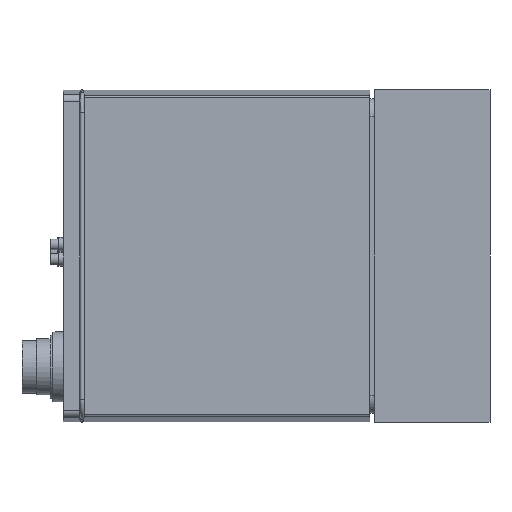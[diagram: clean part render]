
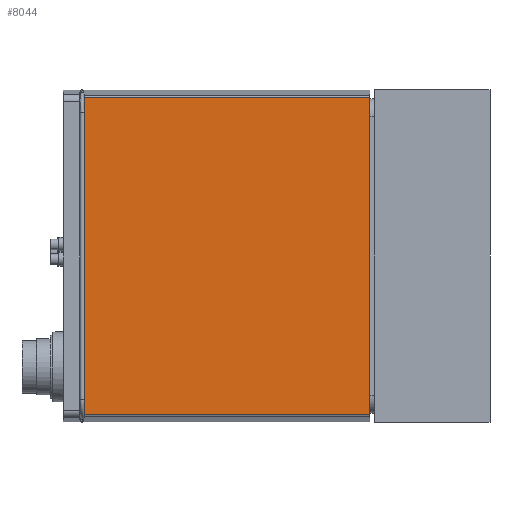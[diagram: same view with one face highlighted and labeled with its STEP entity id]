
A CAD part, left-side view. The second image highlights one B-rep face of the part: STEP entity #8044.
In plain terms, the highlighted planar face has unit normal (-1, 0, 0).
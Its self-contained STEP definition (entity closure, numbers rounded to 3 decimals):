
#223=LINE('',#11863,#790);
#434=LINE('',#12683,#1001);
#435=LINE('',#12686,#1002);
#436=LINE('',#12687,#1003);
#790=VECTOR('',#9491,90.747);
#1001=VECTOR('',#10138,81.5);
#1002=VECTOR('',#10141,90.747);
#1003=VECTOR('',#10142,81.5);
#1510=PLANE('',#8703);
#1949=FACE_OUTER_BOUND('',#2482,.T.);
#2482=EDGE_LOOP('',(#5846,#5847,#5848,#5849));
#3386=VERTEX_POINT('',#11859);
#3388=VERTEX_POINT('',#11862);
#3635=VERTEX_POINT('',#12681);
#3636=VERTEX_POINT('',#12685);
#4130=EDGE_CURVE('',#3386,#3388,#223,.T.);
#4472=EDGE_CURVE('',#3635,#3386,#434,.T.);
#4473=EDGE_CURVE('',#3635,#3636,#435,.T.);
#4474=EDGE_CURVE('',#3388,#3636,#436,.T.);
#5846=ORIENTED_EDGE('',*,*,#4472,.F.);
#5847=ORIENTED_EDGE('',*,*,#4473,.T.);
#5848=ORIENTED_EDGE('',*,*,#4474,.F.);
#5849=ORIENTED_EDGE('',*,*,#4130,.F.);
#8044=ADVANCED_FACE('',(#1949),#1510,.T.);
#8703=AXIS2_PLACEMENT_3D('',#12684,#10139,#10140);
#9491=DIRECTION('',(0.,0.,1.));
#10138=DIRECTION('',(0.,1.,0.));
#10139=DIRECTION('center_axis',(-1.,0.,0.));
#10140=DIRECTION('ref_axis',(0.,1.,0.));
#10141=DIRECTION('',(0.,0.,1.));
#10142=DIRECTION('',(0.,-1.,0.));
#11859=CARTESIAN_POINT('',(-58.702,-100.043,89.741));
#11862=CARTESIAN_POINT('',(-58.702,-100.043,180.488));
#11863=CARTESIAN_POINT('',(-58.702,-100.043,180.897));
#12681=CARTESIAN_POINT('',(-58.702,-181.543,89.741));
#12683=CARTESIAN_POINT('',(-58.702,-181.543,89.741));
#12684=CARTESIAN_POINT('Origin',(-58.702,-181.543,180.897));
#12685=CARTESIAN_POINT('',(-58.702,-181.543,180.488));
#12686=CARTESIAN_POINT('',(-58.702,-181.543,89.332));
#12687=CARTESIAN_POINT('',(-58.702,-181.543,180.488));
